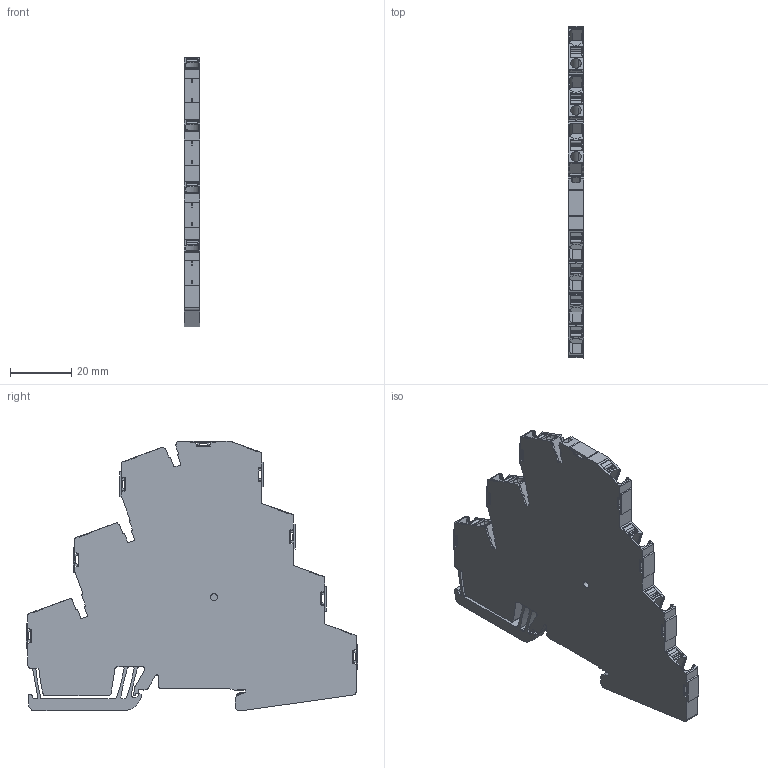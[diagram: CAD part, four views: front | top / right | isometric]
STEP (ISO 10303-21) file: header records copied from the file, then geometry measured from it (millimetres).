
FILE_DESCRIPTION(('CATIA V5 STEP Exchange','CAx-IF Rec.Pracs.--- Model Styling and Organization---1.5--- 2016-08-15','CAx-IF Rec.Pracs.---Supplemental Geometry---1.0---2011-11-01','CAx-IF Rec.Pracs.--- Composite Materials ---1.1---2010-07-15'),'2;1');
FILE_NAME ('D1463869_0', '2024-08-21T13:30:42+00:00', ('none'), ('Weidmueller'), 'CATIA Version 5-6 Release 2022 SP4 HF5', 'CATIA V5 STEP AP214 v3', 'none');
FILE_SCHEMA(('AUTOMOTIVE_DESIGN { 1 0 10303 214 1 1 1 1 }'));
Length unit declared in the file: millimetre
Products named in the file (1): 2742040000
Bounding box: 5.1 x 108.05 x 87.86 mm (x, y, z)
Volume: 28631.8 mm3; surface area: 19723.3 mm2
Topology: 1 solids, 1 shells, 1437 faces, 4248 edges, 2788 vertices
Faces by surface type: plane 860, cylinder 567, extrusion 10
Entity records: 47698 total; most frequent: CARTESIAN_POINT 9866, ORIENTED_EDGE 8496, DIRECTION 6082, EDGE_CURVE 4248, VECTOR 3031, LINE 3021, VERTEX_POINT 2788, AXIS2_PLACEMENT_3D 2005
